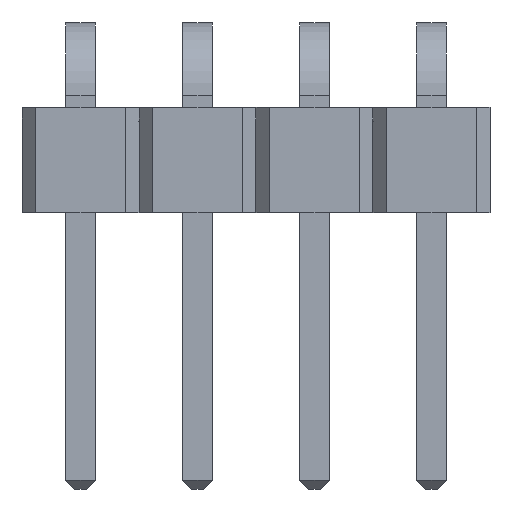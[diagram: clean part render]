
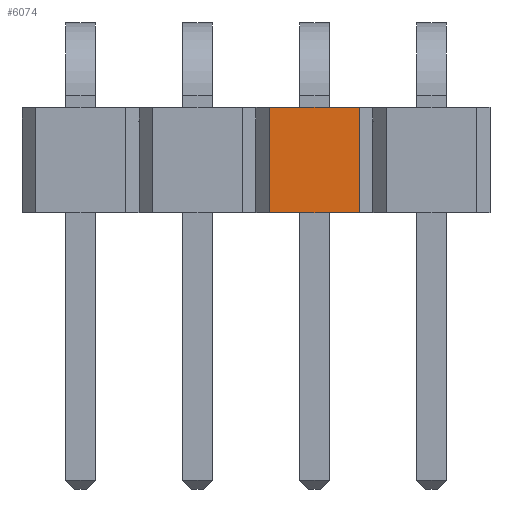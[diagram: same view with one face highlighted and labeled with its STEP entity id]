
A CAD part, top view. The second image highlights one B-rep face of the part: STEP entity #6074.
In plain terms, the highlighted planar face has unit normal (0, 0, 1).
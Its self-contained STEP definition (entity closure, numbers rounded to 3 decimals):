
#1673 = PLANE('',#1674);
#1674 = AXIS2_PLACEMENT_3D('',#1675,#1676,#1677);
#1675 = CARTESIAN_POINT('',(2.54,-1.53,0.025));
#1676 = DIRECTION('',(0.,-1.,0.));
#1677 = DIRECTION('',(0.,0.,1.));
#1838 = PLANE('',#1839);
#1839 = AXIS2_PLACEMENT_3D('',#1840,#1841,#1842);
#1840 = CARTESIAN_POINT('',(2.54,-3.82,0.025));
#1841 = DIRECTION('',(0.,-1.,0.));
#1842 = DIRECTION('',(0.,0.,1.));
#3582 = EDGE_CURVE('',#3583,#3585,#3587,.T.);
#3583 = VERTEX_POINT('',#3584);
#3584 = CARTESIAN_POINT('',(2.24,-1.53,2.515));
#3585 = VERTEX_POINT('',#3586);
#3586 = CARTESIAN_POINT('',(0.3,-1.53,2.515));
#3587 = SURFACE_CURVE('',#3588,(#3592,#3599),.PCURVE_S1.);
#3588 = LINE('',#3589,#3590);
#3589 = CARTESIAN_POINT('',(0.,-1.53,2.515));
#3590 = VECTOR('',#3591,1.);
#3591 = DIRECTION('',(-1.,0.,0.));
#3592 = PCURVE('',#1673,#3593);
#3593 = DEFINITIONAL_REPRESENTATION('',(#3594),#3598);
#3594 = LINE('',#3595,#3596);
#3595 = CARTESIAN_POINT('',(2.49,2.54));
#3596 = VECTOR('',#3597,1.);
#3597 = DIRECTION('',(0.,1.));
#3598 = ( GEOMETRIC_REPRESENTATION_CONTEXT(2) 
PARAMETRIC_REPRESENTATION_CONTEXT() REPRESENTATION_CONTEXT('2D SPACE',''
  ) );
#3599 = PCURVE('',#3600,#3605);
#3600 = PLANE('',#3601);
#3601 = AXIS2_PLACEMENT_3D('',#3602,#3603,#3604);
#3602 = CARTESIAN_POINT('',(0.,-1.53,2.515));
#3603 = DIRECTION('',(0.,0.,1.));
#3604 = DIRECTION('',(0.,1.,0.));
#3605 = DEFINITIONAL_REPRESENTATION('',(#3606),#3610);
#3606 = LINE('',#3607,#3608);
#3607 = CARTESIAN_POINT('',(0.,0.));
#3608 = VECTOR('',#3609,1.);
#3609 = DIRECTION('',(0.,1.));
#3610 = ( GEOMETRIC_REPRESENTATION_CONTEXT(2) 
PARAMETRIC_REPRESENTATION_CONTEXT() REPRESENTATION_CONTEXT('2D SPACE',''
  ) );
#3626 = PLANE('',#3627);
#3627 = AXIS2_PLACEMENT_3D('',#3628,#3629,#3630);
#3628 = CARTESIAN_POINT('',(0.15,-1.53,2.365
    ));
#3629 = DIRECTION('',(-0.707,0.,0.707)
  );
#3630 = DIRECTION('',(-0.707,0.,-0.707
    ));
#3653 = PLANE('',#3654);
#3654 = AXIS2_PLACEMENT_3D('',#3655,#3656,#3657);
#3655 = CARTESIAN_POINT('',(2.39,-1.53,2.365
    ));
#3656 = DIRECTION('',(0.707,0.,0.707)
  );
#3657 = DIRECTION('',(-0.707,0.,0.707)
  );
#3750 = VERTEX_POINT('',#3751);
#3751 = CARTESIAN_POINT('',(2.24,-3.82,2.515));
#3772 = EDGE_CURVE('',#3750,#3773,#3775,.T.);
#3773 = VERTEX_POINT('',#3774);
#3774 = CARTESIAN_POINT('',(0.3,-3.82,2.515));
#3775 = SURFACE_CURVE('',#3776,(#3780,#3787),.PCURVE_S1.);
#3776 = LINE('',#3777,#3778);
#3777 = CARTESIAN_POINT('',(2.54,-3.82,2.515));
#3778 = VECTOR('',#3779,1.);
#3779 = DIRECTION('',(-1.,0.,0.));
#3780 = PCURVE('',#1838,#3781);
#3781 = DEFINITIONAL_REPRESENTATION('',(#3782),#3786);
#3782 = LINE('',#3783,#3784);
#3783 = CARTESIAN_POINT('',(2.49,0.));
#3784 = VECTOR('',#3785,1.);
#3785 = DIRECTION('',(0.,1.));
#3786 = ( GEOMETRIC_REPRESENTATION_CONTEXT(2) 
PARAMETRIC_REPRESENTATION_CONTEXT() REPRESENTATION_CONTEXT('2D SPACE',''
  ) );
#3787 = PCURVE('',#3600,#3788);
#3788 = DEFINITIONAL_REPRESENTATION('',(#3789),#3793);
#3789 = LINE('',#3790,#3791);
#3790 = CARTESIAN_POINT('',(-2.29,-2.54));
#3791 = VECTOR('',#3792,1.);
#3792 = DIRECTION('',(0.,1.));
#3793 = ( GEOMETRIC_REPRESENTATION_CONTEXT(2) 
PARAMETRIC_REPRESENTATION_CONTEXT() REPRESENTATION_CONTEXT('2D SPACE',''
  ) );
#6074 = ADVANCED_FACE('',(#6075),#3600,.T.);
#6075 = FACE_BOUND('',#6076,.T.);
#6076 = EDGE_LOOP('',(#6077,#6078,#6099,#6100));
#6077 = ORIENTED_EDGE('',*,*,#3772,.F.);
#6078 = ORIENTED_EDGE('',*,*,#6079,.T.);
#6079 = EDGE_CURVE('',#3750,#3583,#6080,.T.);
#6080 = SURFACE_CURVE('',#6081,(#6085,#6092),.PCURVE_S1.);
#6081 = LINE('',#6082,#6083);
#6082 = CARTESIAN_POINT('',(2.24,-1.53,2.515));
#6083 = VECTOR('',#6084,1.);
#6084 = DIRECTION('',(0.,1.,0.));
#6085 = PCURVE('',#3600,#6086);
#6086 = DEFINITIONAL_REPRESENTATION('',(#6087),#6091);
#6087 = LINE('',#6088,#6089);
#6088 = CARTESIAN_POINT('',(-0.,-2.24));
#6089 = VECTOR('',#6090,1.);
#6090 = DIRECTION('',(1.,0.));
#6091 = ( GEOMETRIC_REPRESENTATION_CONTEXT(2) 
PARAMETRIC_REPRESENTATION_CONTEXT() REPRESENTATION_CONTEXT('2D SPACE',''
  ) );
#6092 = PCURVE('',#3653,#6093);
#6093 = DEFINITIONAL_REPRESENTATION('',(#6094),#6098);
#6094 = LINE('',#6095,#6096);
#6095 = CARTESIAN_POINT('',(0.212,0.));
#6096 = VECTOR('',#6097,1.);
#6097 = DIRECTION('',(0.,-1.));
#6098 = ( GEOMETRIC_REPRESENTATION_CONTEXT(2) 
PARAMETRIC_REPRESENTATION_CONTEXT() REPRESENTATION_CONTEXT('2D SPACE',''
  ) );
#6099 = ORIENTED_EDGE('',*,*,#3582,.T.);
#6100 = ORIENTED_EDGE('',*,*,#6101,.T.);
#6101 = EDGE_CURVE('',#3585,#3773,#6102,.T.);
#6102 = SURFACE_CURVE('',#6103,(#6107,#6114),.PCURVE_S1.);
#6103 = LINE('',#6104,#6105);
#6104 = CARTESIAN_POINT('',(0.3,-1.53,2.515));
#6105 = VECTOR('',#6106,1.);
#6106 = DIRECTION('',(0.,-1.,0.));
#6107 = PCURVE('',#3600,#6108);
#6108 = DEFINITIONAL_REPRESENTATION('',(#6109),#6113);
#6109 = LINE('',#6110,#6111);
#6110 = CARTESIAN_POINT('',(-0.,-0.3));
#6111 = VECTOR('',#6112,1.);
#6112 = DIRECTION('',(-1.,0.));
#6113 = ( GEOMETRIC_REPRESENTATION_CONTEXT(2) 
PARAMETRIC_REPRESENTATION_CONTEXT() REPRESENTATION_CONTEXT('2D SPACE',''
  ) );
#6114 = PCURVE('',#3626,#6115);
#6115 = DEFINITIONAL_REPRESENTATION('',(#6116),#6120);
#6116 = LINE('',#6117,#6118);
#6117 = CARTESIAN_POINT('',(-0.212,0.));
#6118 = VECTOR('',#6119,1.);
#6119 = DIRECTION('',(0.,1.));
#6120 = ( GEOMETRIC_REPRESENTATION_CONTEXT(2) 
PARAMETRIC_REPRESENTATION_CONTEXT() REPRESENTATION_CONTEXT('2D SPACE',''
  ) );
